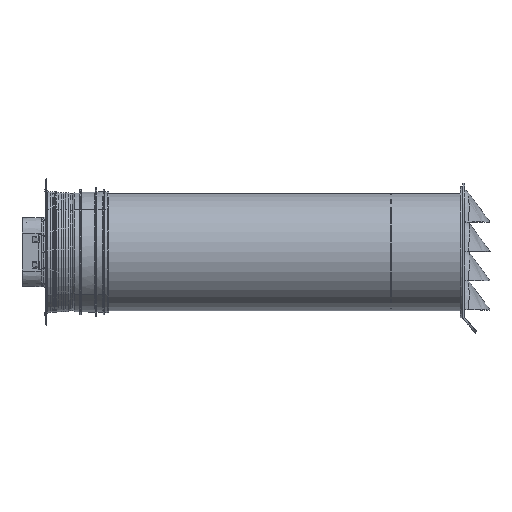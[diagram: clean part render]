
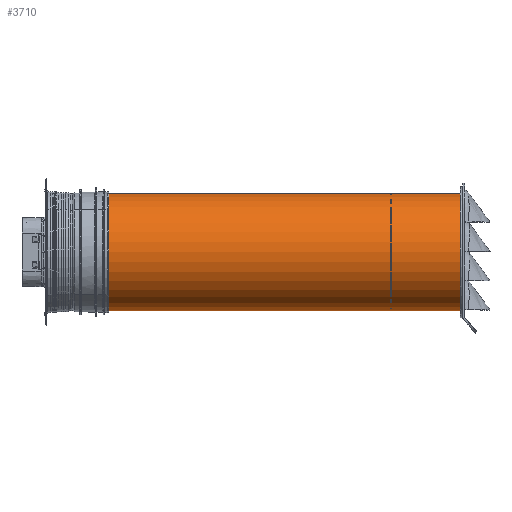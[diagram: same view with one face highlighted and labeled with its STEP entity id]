
A CAD part, front view. The second image highlights one B-rep face of the part: STEP entity #3710.
In plain terms, the highlighted cylindrical face has radius 75.8 mm (diameter 151.6 mm), a partial arc.
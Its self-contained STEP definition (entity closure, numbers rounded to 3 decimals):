
#3710=ADVANCED_FACE('',(#10331),#10332,.T.);
#10331=FACE_OUTER_BOUND('',#79153,.T.);
#10332=CYLINDRICAL_SURFACE('',#79154,75.8);
#79153=EDGE_LOOP('',(#105776,#105777,#105778,#105779));
#79154=AXIS2_PLACEMENT_3D('',#105780,#105781,#105782);
#105776=ORIENTED_EDGE('',*,*,#114572,.T.);
#105777=ORIENTED_EDGE('',*,*,#114578,.T.);
#105778=ORIENTED_EDGE('',*,*,#114574,.T.);
#105779=ORIENTED_EDGE('',*,*,#114577,.T.);
#105780=CARTESIAN_POINT('',(105.0,80.0,0.0));
#105781=DIRECTION('',(0.0,0.0,1.0));
#105782=DIRECTION('',(1.0,0.0,0.0));
#114572=EDGE_CURVE('',#128935,#128936,#128937,.T.);
#114574=EDGE_CURVE('',#128940,#128938,#128941,.T.);
#114577=EDGE_CURVE('',#128938,#128935,#128944,.T.);
#114578=EDGE_CURVE('',#128936,#128940,#128945,.T.);
#128935=VERTEX_POINT('',#188942);
#128936=VERTEX_POINT('',#188943);
#128937=LINE('',#188944,#188945);
#128938=VERTEX_POINT('',#188946);
#128940=VERTEX_POINT('',#188948);
#128941=LINE('',#188949,#188950);
#128944=CIRCLE('',#188953,75.8);
#128945=CIRCLE('',#188954,75.8);
#188942=CARTESIAN_POINT('',(180.8,80.0,-350.0));
#188943=CARTESIAN_POINT('',(180.8,80.0,150.0));
#188944=CARTESIAN_POINT('',(180.8,80.0,0.0));
#188945=VECTOR('',#196275,1.0);
#188946=CARTESIAN_POINT('',(29.2,80.0,-350.0));
#188948=CARTESIAN_POINT('',(29.2,80.0,150.0));
#188949=CARTESIAN_POINT('',(29.2,80.0,0.0));
#188950=VECTOR('',#196279,1.0);
#188953=AXIS2_PLACEMENT_3D('',#196286,#196287,#196288);
#188954=AXIS2_PLACEMENT_3D('',#196289,#196290,#196291);
#196275=DIRECTION('',(0.0,0.0,1.0));
#196279=DIRECTION('',(-0.0,-0.0,-1.0));
#196286=CARTESIAN_POINT('',(105.0,80.0,-350.0));
#196287=DIRECTION('',(0.0,0.0,1.0));
#196288=DIRECTION('',(1.0,0.0,0.0));
#196289=CARTESIAN_POINT('',(105.0,80.0,150.0));
#196290=DIRECTION('',(0.0,0.0,-1.0));
#196291=DIRECTION('',(1.0,0.0,0.0));
